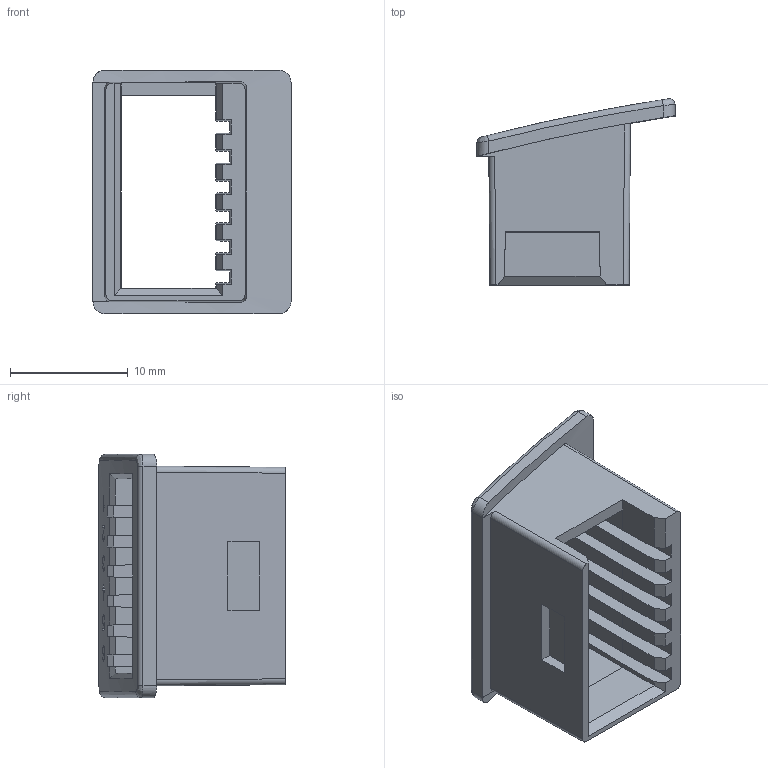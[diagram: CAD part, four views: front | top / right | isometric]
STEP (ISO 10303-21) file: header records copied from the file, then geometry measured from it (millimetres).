
FILE_DESCRIPTION(/* description */ (''),/* implementation_level */ '2;1');
FILE_NAME(/* name */ 'Cover B.ipt.step',/* time_stamp */ '2020-04-16T23:13:15-04:00',/* author */ ('Jordan'),/* organization */ (''),/* preprocessor_version */ 'ST-DEVELOPER v17',/* originating_system */ 'Autodesk Inventor 2019',/* authorisation */ '');
FILE_SCHEMA (('AUTOMOTIVE_DESIGN { 1 0 10303 214 3 1 1 }'));
Length unit declared in the file: inch
Products named in the file (1): Cover B
Bounding box: 16.8 x 15.79 x 20.64 mm (x, y, z)
Volume: 1230.2 mm3; surface area: 2109.9 mm2
Topology: 1 solids, 1 shells, 170 faces, 454 edges, 296 vertices
Faces by surface type: plane 122, bspline 26, cylinder 20, cone 2
Entity records: 7540 total; most frequent: CARTESIAN_POINT 3261, ORIENTED_EDGE 908, DIRECTION 770, EDGE_CURVE 454, LINE 312, VECTOR 312, VERTEX_POINT 296, AXIS2_PLACEMENT_3D 229
